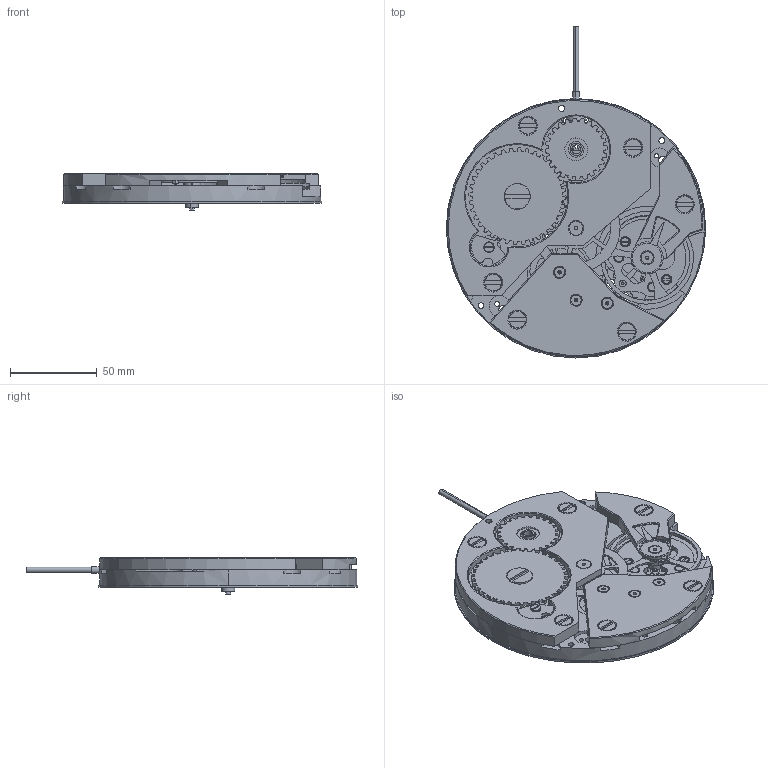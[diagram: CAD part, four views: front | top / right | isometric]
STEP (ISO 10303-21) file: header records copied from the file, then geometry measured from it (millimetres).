
FILE_DESCRIPTION((''),'2;1');
FILE_NAME('ETA_ASM','2011-11-17T',('Administrator'),(''),'PRO/ENGINEER BY PARAMETRIC TECHNOLOGY CORPORATION, 2011370','PRO/ENGINEER BY PARAMETRIC TECHNOLOGY CORPORATION, 2011370','');
FILE_SCHEMA(('AUTOMOTIVE_DESIGN { 1 0 10303 214 1 1 1 1 }'));
Products named in the file (45): MAIN_PLATE; BARREL_BRIDGE; BALANCE_BRIDGE; TRAINWHEEL_BRIDGE; BARREL_BRIDGE_SCREW; TRAINWHEEL_BRIDGE_SCREW; BALANCE_SCREW; JEWEL_TRAINWHEEL; JEWEL_MAIN; JEWEL_BALANCE; BASE_ASM; PALLET_BRIDGE; PALLET_BRIDGE_SCREW; DOUBLE_ROLLER; PALLET_FORK; ESCAPE_WHEEL; BALANCE_WHEEL; HAIR_SPRING; REGULATOR; REGULATION_ASM; SLIDING_PINION; WINDING_PINION; WINDING_STEM; CLICK_SCREW; RACHET_WHEEL_SCREW; CLICK; CROWN_WHEEL; RACHET_WHEEL; SETTING_LEVER_JUMPER_SCREW; SETTING_LEVER_JUMPER; SETTING_WHEEL; INTERMEDIATE_SETTING_WHEEL; CLICK_SPRING; SETTING_LEVER; WINDING_ASM; BARREL; MAINSPRING; POWERRESERVE_ASM; THIRD_WHEEL; SECOND_WHEEL ...
Assembly tree (50 placements, depth 3):
  ETA_ASM
    BASE_ASM
      MAIN_PLATE
      BARREL_BRIDGE
      BALANCE_BRIDGE
      TRAINWHEEL_BRIDGE
      BARREL_BRIDGE_SCREW  x3
      TRAINWHEEL_BRIDGE_SCREW  x2
      BALANCE_SCREW
      JEWEL_TRAINWHEEL  x3
      JEWEL_MAIN
      JEWEL_BALANCE
    REGULATION_ASM
      PALLET_BRIDGE
      PALLET_BRIDGE_SCREW  x2
      DOUBLE_ROLLER
      PALLET_FORK
      ESCAPE_WHEEL
      BALANCE_WHEEL
      HAIR_SPRING
      REGULATOR
    WINDING_ASM
      SLIDING_PINION
      WINDING_PINION
      WINDING_STEM
      CLICK_SCREW
      RACHET_WHEEL_SCREW
      CLICK
      CROWN_WHEEL
      RACHET_WHEEL
      SETTING_LEVER_JUMPER_SCREW
      SETTING_LEVER_JUMPER
      SETTING_WHEEL
      INTERMEDIATE_SETTING_WHEEL
      CLICK_SPRING
      SETTING_LEVER
    POWERRESERVE_ASM
      BARREL
      MAINSPRING
    GEARTRAIN_ASM
      THIRD_WHEEL
      SECOND_WHEEL
      CENTER_WHEEL
      DRIVER_CANNON_PINION
      HOUR_WHEEL
Bounding box: 150 x 191.9 x 21.02 mm (x, y, z)
Volume: 187214.9 mm3; surface area: 115659.1 mm2
Topology: 41 solids, 41 shells, 1750 faces, 5177 edges, 3568 vertices
Faces by surface type: cylinder 796, plane 668, extrusion 184, cone 102
Entity records: 75832 total; most frequent: CARTESIAN_POINT 16306, DIRECTION 10184, ORIENTED_EDGE 10006, EDGE_CURVE 5003, AXIS2_PLACEMENT_3D 3806, VERTEX_POINT 3454, PRESENTATION_STYLE_ASSIGNMENT 3167, STYLED_ITEM 3167
